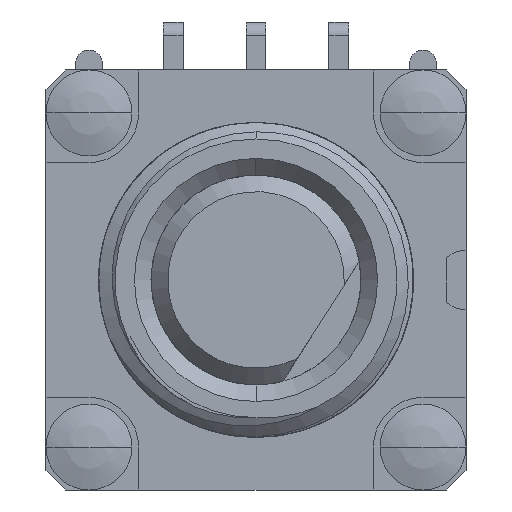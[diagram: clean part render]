
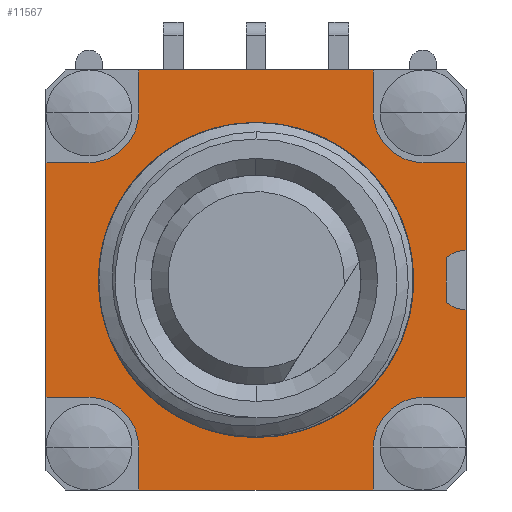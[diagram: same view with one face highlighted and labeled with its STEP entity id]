
A CAD part, front view. The second image highlights one B-rep face of the part: STEP entity #11567.
In plain terms, the highlighted planar face has unit normal (0, -1, 0).
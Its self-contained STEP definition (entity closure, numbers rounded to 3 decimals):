
#8001=CARTESIAN_POINT('',(5.05,0.,5.05));
#8002=DIRECTION('',(0.,-1.,0.));
#8003=DIRECTION('',(-1.,0.,0.));
#8004=AXIS2_PLACEMENT_3D('',#8001,#8002,#8003);
#8006=DIRECTION('',(1.,0.,0.));
#8007=VECTOR('',#8006,1.3);
#8008=CARTESIAN_POINT('',(5.05,0.,3.55));
#8009=LINE('',#8008,#8007);
#8010=CARTESIAN_POINT('',(6.35,0.,-0.001));
#8011=DIRECTION('',(0.,-1.,0.));
#8012=DIRECTION('',(0.,0.,1.));
#8013=AXIS2_PLACEMENT_3D('',#8010,#8011,#8012);
#8015=CARTESIAN_POINT('',(6.35,0.,0.));
#8016=DIRECTION('',(0.,-1.,0.));
#8017=DIRECTION('',(-0.667,0.,-0.745));
#8018=AXIS2_PLACEMENT_3D('',#8015,#8016,#8017);
#8020=CARTESIAN_POINT('',(5.05,0.,-5.05));
#8021=DIRECTION('',(0.,-1.,0.));
#8022=DIRECTION('',(0.,0.,1.));
#8023=AXIS2_PLACEMENT_3D('',#8020,#8021,#8022);
#8025=DIRECTION('',(0.,0.,-1.));
#8026=VECTOR('',#8025,1.3);
#8027=CARTESIAN_POINT('',(3.55,0.,-5.05));
#8028=LINE('',#8027,#8026);
#8029=CARTESIAN_POINT('',(-5.05,0.,-5.05));
#8030=DIRECTION('',(0.,-1.,0.));
#8031=DIRECTION('',(1.,0.,0.));
#8032=AXIS2_PLACEMENT_3D('',#8029,#8030,#8031);
#8034=DIRECTION('',(-1.,0.,0.));
#8035=VECTOR('',#8034,1.3);
#8036=CARTESIAN_POINT('',(-5.05,0.,-3.55));
#8037=LINE('',#8036,#8035);
#8038=CARTESIAN_POINT('',(-5.05,0.,5.05));
#8039=DIRECTION('',(0.,-1.,0.));
#8040=DIRECTION('',(0.,0.,-1.));
#8041=AXIS2_PLACEMENT_3D('',#8038,#8039,#8040);
#8043=DIRECTION('',(0.,0.,1.));
#8044=VECTOR('',#8043,1.3);
#8045=CARTESIAN_POINT('',(-3.55,0.,5.05));
#8046=LINE('',#8045,#8044);
#8047=CARTESIAN_POINT('',(0.,0.,0.));
#8048=DIRECTION('',(0.,-1.,0.));
#8049=DIRECTION('',(0.,0.,-1.));
#8050=AXIS2_PLACEMENT_3D('',#8047,#8048,#8049);
#8052=CARTESIAN_POINT('',(0.,0.,0.));
#8053=DIRECTION('',(0.,-1.,0.));
#8054=DIRECTION('',(0.,0.,1.));
#8055=AXIS2_PLACEMENT_3D('',#8052,#8053,#8054);
#8065=DIRECTION('',(0.,0.,1.));
#8066=VECTOR('',#8065,1.3);
#8067=CARTESIAN_POINT('',(3.55,0.,5.05));
#8068=LINE('',#8067,#8066);
#8085=DIRECTION('',(-1.,0.,0.));
#8086=VECTOR('',#8085,7.1);
#8087=CARTESIAN_POINT('',(3.55,0.,6.35));
#8088=LINE('',#8087,#8086);
#8132=DIRECTION('',(0.,0.,-1.));
#8133=VECTOR('',#8132,7.1);
#8134=CARTESIAN_POINT('',(-6.35,0.,3.55));
#8135=LINE('',#8134,#8133);
#8175=DIRECTION('',(0.,0.,-1.));
#8176=VECTOR('',#8175,1.3);
#8177=CARTESIAN_POINT('',(-3.55,0.,-5.05));
#8178=LINE('',#8177,#8176);
#8195=DIRECTION('',(1.,0.,0.));
#8196=VECTOR('',#8195,7.1);
#8197=CARTESIAN_POINT('',(-3.55,0.,-6.35));
#8198=LINE('',#8197,#8196);
#8238=DIRECTION('',(0.,0.,1.));
#8239=VECTOR('',#8238,2.65);
#8240=CARTESIAN_POINT('',(6.35,0.,-3.55));
#8241=LINE('',#8240,#8239);
#8242=DIRECTION('',(0.,0.,1.));
#8243=VECTOR('',#8242,2.651);
#8244=CARTESIAN_POINT('',(6.35,0.,0.899));
#8245=LINE('',#8244,#8243);
#8629=DIRECTION('',(1.,0.,0.));
#8630=VECTOR('',#8629,1.3);
#8631=CARTESIAN_POINT('',(5.05,0.,-3.55));
#8632=LINE('',#8631,#8630);
#8657=DIRECTION('',(0.,0.,1.));
#8658=VECTOR('',#8657,1.34);
#8659=CARTESIAN_POINT('',(5.75,0.,-0.67));
#8660=LINE('',#8659,#8658);
#8687=DIRECTION('',(-1.,0.,0.));
#8688=VECTOR('',#8687,1.3);
#8689=CARTESIAN_POINT('',(-5.05,0.,3.55));
#8690=LINE('',#8689,#8688);
#9652=CARTESIAN_POINT('',(0.,0.,4.763));
#9653=VERTEX_POINT('',#9652);
#9654=CARTESIAN_POINT('',(0.,0.,-4.763));
#9655=VERTEX_POINT('',#9654);
#9707=CARTESIAN_POINT('',(3.55,0.,5.05));
#9708=CARTESIAN_POINT('',(5.05,0.,3.55));
#9709=VERTEX_POINT('',#9707);
#9710=VERTEX_POINT('',#9708);
#9711=CARTESIAN_POINT('',(6.35,0.,3.55));
#9712=VERTEX_POINT('',#9711);
#9713=CARTESIAN_POINT('',(6.35,0.,0.899));
#9714=VERTEX_POINT('',#9713);
#9715=CARTESIAN_POINT('',(5.75,0.,0.67));
#9716=VERTEX_POINT('',#9715);
#9717=CARTESIAN_POINT('',(5.75,0.,-0.67));
#9718=VERTEX_POINT('',#9717);
#9719=CARTESIAN_POINT('',(6.35,0.,-0.9));
#9720=VERTEX_POINT('',#9719);
#9721=CARTESIAN_POINT('',(6.35,0.,-3.55));
#9722=VERTEX_POINT('',#9721);
#9723=CARTESIAN_POINT('',(5.05,0.,-3.55));
#9724=VERTEX_POINT('',#9723);
#9725=CARTESIAN_POINT('',(3.55,0.,-5.05));
#9726=VERTEX_POINT('',#9725);
#9727=CARTESIAN_POINT('',(3.55,0.,-6.35));
#9728=VERTEX_POINT('',#9727);
#9729=CARTESIAN_POINT('',(-3.55,0.,-6.35));
#9730=VERTEX_POINT('',#9729);
#9731=CARTESIAN_POINT('',(-3.55,0.,-5.05));
#9732=VERTEX_POINT('',#9731);
#9733=CARTESIAN_POINT('',(-5.05,0.,-3.55));
#9734=VERTEX_POINT('',#9733);
#9735=CARTESIAN_POINT('',(-6.35,0.,-3.55));
#9736=VERTEX_POINT('',#9735);
#9737=CARTESIAN_POINT('',(-6.35,0.,3.55));
#9738=VERTEX_POINT('',#9737);
#9739=CARTESIAN_POINT('',(-5.05,0.,3.55));
#9740=VERTEX_POINT('',#9739);
#9741=CARTESIAN_POINT('',(-3.55,0.,5.05));
#9742=VERTEX_POINT('',#9741);
#9743=CARTESIAN_POINT('',(-3.55,0.,6.35));
#9744=VERTEX_POINT('',#9743);
#9745=CARTESIAN_POINT('',(3.55,0.,6.35));
#9746=VERTEX_POINT('',#9745);
#11516=CARTESIAN_POINT('',(0.,0.,0.));
#11517=DIRECTION('',(0.,1.,0.));
#11518=DIRECTION('',(1.,0.,0.));
#11519=AXIS2_PLACEMENT_3D('',#11516,#11517,#11518);
#11520=PLANE('',#11519);
#11522=ORIENTED_EDGE('',*,*,#11521,.T.);
#11524=ORIENTED_EDGE('',*,*,#11523,.T.);
#11526=ORIENTED_EDGE('',*,*,#11525,.F.);
#11528=ORIENTED_EDGE('',*,*,#11527,.T.);
#11530=ORIENTED_EDGE('',*,*,#11529,.F.);
#11532=ORIENTED_EDGE('',*,*,#11531,.T.);
#11534=ORIENTED_EDGE('',*,*,#11533,.F.);
#11536=ORIENTED_EDGE('',*,*,#11535,.F.);
#11538=ORIENTED_EDGE('',*,*,#11537,.T.);
#11540=ORIENTED_EDGE('',*,*,#11539,.T.);
#11542=ORIENTED_EDGE('',*,*,#11541,.F.);
#11544=ORIENTED_EDGE('',*,*,#11543,.F.);
#11546=ORIENTED_EDGE('',*,*,#11545,.T.);
#11548=ORIENTED_EDGE('',*,*,#11547,.T.);
#11550=ORIENTED_EDGE('',*,*,#11549,.F.);
#11552=ORIENTED_EDGE('',*,*,#11551,.F.);
#11554=ORIENTED_EDGE('',*,*,#11553,.T.);
#11556=ORIENTED_EDGE('',*,*,#11555,.T.);
#11558=ORIENTED_EDGE('',*,*,#11557,.F.);
#11560=ORIENTED_EDGE('',*,*,#11559,.F.);
#11561=EDGE_LOOP('',(#11522,#11524,#11526,#11528,#11530,#11532,#11534,#11536,
#11538,#11540,#11542,#11544,#11546,#11548,#11550,#11552,#11554,#11556,#11558,
#11560));
#11562=FACE_OUTER_BOUND('',#11561,.F.);
#11563=ORIENTED_EDGE('',*,*,#11482,.T.);
#11564=ORIENTED_EDGE('',*,*,#11510,.T.);
#11565=EDGE_LOOP('',(#11563,#11564));
#11566=FACE_BOUND('',#11565,.F.);
#11567=ADVANCED_FACE('',(#11562,#11566),#11520,.F.);
#8005=CIRCLE('',#8004,1.5);
#8014=CIRCLE('',#8013,0.9);
#8019=CIRCLE('',#8018,0.9);
#8024=CIRCLE('',#8023,1.5);
#8033=CIRCLE('',#8032,1.5);
#8042=CIRCLE('',#8041,1.5);
#8051=CIRCLE('',#8050,4.763);
#8056=CIRCLE('',#8055,4.763);
#11482=EDGE_CURVE('',#9655,#9653,#8051,.T.);
#11510=EDGE_CURVE('',#9653,#9655,#8056,.T.);
#11521=EDGE_CURVE('',#9709,#9710,#8005,.T.);
#11523=EDGE_CURVE('',#9710,#9712,#8009,.T.);
#11525=EDGE_CURVE('',#9714,#9712,#8245,.T.);
#11527=EDGE_CURVE('',#9714,#9716,#8014,.T.);
#11529=EDGE_CURVE('',#9718,#9716,#8660,.T.);
#11531=EDGE_CURVE('',#9718,#9720,#8019,.T.);
#11533=EDGE_CURVE('',#9722,#9720,#8241,.T.);
#11535=EDGE_CURVE('',#9724,#9722,#8632,.T.);
#11537=EDGE_CURVE('',#9724,#9726,#8024,.T.);
#11539=EDGE_CURVE('',#9726,#9728,#8028,.T.);
#11541=EDGE_CURVE('',#9730,#9728,#8198,.T.);
#11543=EDGE_CURVE('',#9732,#9730,#8178,.T.);
#11545=EDGE_CURVE('',#9732,#9734,#8033,.T.);
#11547=EDGE_CURVE('',#9734,#9736,#8037,.T.);
#11549=EDGE_CURVE('',#9738,#9736,#8135,.T.);
#11551=EDGE_CURVE('',#9740,#9738,#8690,.T.);
#11553=EDGE_CURVE('',#9740,#9742,#8042,.T.);
#11555=EDGE_CURVE('',#9742,#9744,#8046,.T.);
#11557=EDGE_CURVE('',#9746,#9744,#8088,.T.);
#11559=EDGE_CURVE('',#9709,#9746,#8068,.T.);
